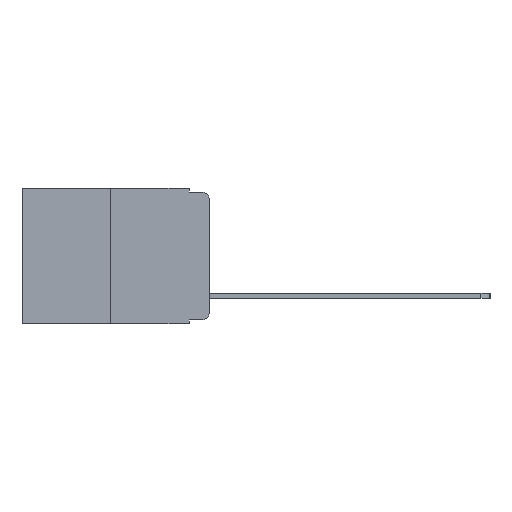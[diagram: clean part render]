
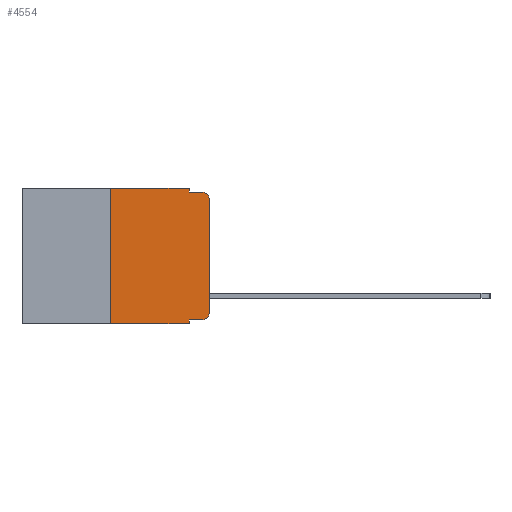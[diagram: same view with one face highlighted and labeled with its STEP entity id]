
A CAD part, left-side view. The second image highlights one B-rep face of the part: STEP entity #4554.
In plain terms, the highlighted planar face has unit normal (-1, 0, 0).
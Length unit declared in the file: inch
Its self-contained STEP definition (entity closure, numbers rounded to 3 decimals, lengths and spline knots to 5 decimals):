
#7 = PLANE ( 'NONE',  #2930 ) ;
#135 = DIRECTION ( 'NONE',  ( 0., 0., -1. ) ) ;
#223 = CARTESIAN_POINT ( 'NONE',  ( 0., 0.051, 0. ) ) ;
#257 = DIRECTION ( 'NONE',  ( 0., 0., 1. ) ) ;
#309 = ORIENTED_EDGE ( 'NONE', *, *, #1391, .F. ) ;
#508 = ORIENTED_EDGE ( 'NONE', *, *, #10237, .T. ) ;
#651 = EDGE_CURVE ( 'NONE', #4885, #7141, #6321, .T. ) ;
#681 = CARTESIAN_POINT ( 'NONE',  ( 0., 0., -0.313 ) ) ;
#1391 = EDGE_CURVE ( 'NONE', #11365, #5703, #1762, .T. ) ;
#1394 = CARTESIAN_POINT ( 'NONE',  ( 0., 0.02, -0.313 ) ) ;
#1641 = VECTOR ( 'NONE', #3874, 39.37008 ) ;
#1762 = LINE ( 'NONE', #2775, #1641 ) ;
#1850 = CARTESIAN_POINT ( 'NONE',  ( 0., 0.02, -0.01 ) ) ;
#2201 = CARTESIAN_POINT ( 'NONE',  ( 0., 0.051, 0. ) ) ;
#2293 = DIRECTION ( 'NONE',  ( 0., -1., 0. ) ) ;
#2413 = VERTEX_POINT ( 'NONE', #6511 ) ;
#2643 = LINE ( 'NONE', #6847, #12714 ) ;
#2759 = ORIENTED_EDGE ( 'NONE', *, *, #11047, .F. ) ;
#2775 = CARTESIAN_POINT ( 'NONE',  ( 0., 0.25, 0. ) ) ;
#2930 = AXIS2_PLACEMENT_3D ( 'NONE', #7250, #10637, #135 ) ;
#3168 = FACE_OUTER_BOUND ( 'NONE', #9363, .T. ) ;
#3170 = DIRECTION ( 'NONE',  ( 0., 0., -1. ) ) ;
#3384 = ORIENTED_EDGE ( 'NONE', *, *, #5816, .F. ) ;
#3395 = LINE ( 'NONE', #6436, #12960 ) ;
#3478 = AXIS2_PLACEMENT_3D ( 'NONE', #1394, #11007, #7808 ) ;
#3874 = DIRECTION ( 'NONE',  ( 0., 0., 1. ) ) ;
#4466 = ORIENTED_EDGE ( 'NONE', *, *, #6909, .T. ) ;
#4554 = ADVANCED_FACE ( 'NONE', ( #3168 ), #7, .F. ) ;
#4615 = VERTEX_POINT ( 'NONE', #9375 ) ;
#4869 = CARTESIAN_POINT ( 'NONE',  ( 0., 0.25, -0.343 ) ) ;
#4885 = VERTEX_POINT ( 'NONE', #681 ) ;
#4942 = LINE ( 'NONE', #11458, #5912 ) ;
#5256 = LINE ( 'NONE', #9668, #13184 ) ;
#5457 = VECTOR ( 'NONE', #3170, 39.37008 ) ;
#5703 = VERTEX_POINT ( 'NONE', #11340 ) ;
#5816 = EDGE_CURVE ( 'NONE', #2413, #10116, #9655, .T. ) ;
#5912 = VECTOR ( 'NONE', #7230, 39.37008 ) ;
#6000 = DIRECTION ( 'NONE',  ( 0., -1., 0. ) ) ;
#6208 = VECTOR ( 'NONE', #257, 39.37008 ) ;
#6321 = LINE ( 'NONE', #11651, #6208 ) ;
#6436 = CARTESIAN_POINT ( 'NONE',  ( 0., 0.473, -0.343 ) ) ;
#6511 = CARTESIAN_POINT ( 'NONE',  ( 0., 0.051, -0.333 ) ) ;
#6847 = CARTESIAN_POINT ( 'NONE',  ( 0., 0.473, 0. ) ) ;
#6859 = ORIENTED_EDGE ( 'NONE', *, *, #651, .T. ) ;
#6909 = EDGE_CURVE ( 'NONE', #7141, #9769, #9377, .T. ) ;
#7066 = DIRECTION ( 'NONE',  ( 0., 0., -1. ) ) ;
#7141 = VERTEX_POINT ( 'NONE', #9877 ) ;
#7230 = DIRECTION ( 'NONE',  ( 0., 0., -1. ) ) ;
#7250 = CARTESIAN_POINT ( 'NONE',  ( 0., 0.473, 0. ) ) ;
#7310 = ORIENTED_EDGE ( 'NONE', *, *, #10956, .F. ) ;
#7574 = ORIENTED_EDGE ( 'NONE', *, *, #10253, .T. ) ;
#7808 = DIRECTION ( 'NONE',  ( 0., 0., -1. ) ) ;
#7957 = AXIS2_PLACEMENT_3D ( 'NONE', #12267, #11228, #7066 ) ;
#8107 = VECTOR ( 'NONE', #6000, 39.37008 ) ;
#8438 = DIRECTION ( 'NONE',  ( 0., -1., 0. ) ) ;
#8548 = CIRCLE ( 'NONE', #3478, 0.02 ) ;
#9089 = LINE ( 'NONE', #9154, #8107 ) ;
#9126 = ORIENTED_EDGE ( 'NONE', *, *, #10375, .T. ) ;
#9154 = CARTESIAN_POINT ( 'NONE',  ( 0., 0.051, -0.01 ) ) ;
#9248 = EDGE_CURVE ( 'NONE', #5703, #12467, #2643, .T. ) ;
#9363 = EDGE_LOOP ( 'NONE', ( #6859, #4466, #2759, #7310, #12848, #309, #508, #3384, #7574, #9126 ) ) ;
#9375 = CARTESIAN_POINT ( 'NONE',  ( 0., 0.02, -0.333 ) ) ;
#9377 = CIRCLE ( 'NONE', #7957, 0.02 ) ;
#9655 = LINE ( 'NONE', #223, #5457 ) ;
#9668 = CARTESIAN_POINT ( 'NONE',  ( 0., 0.051, -0.333 ) ) ;
#9769 = VERTEX_POINT ( 'NONE', #1850 ) ;
#9877 = CARTESIAN_POINT ( 'NONE',  ( 0., 0., -0.03 ) ) ;
#10082 = VERTEX_POINT ( 'NONE', #13225 ) ;
#10116 = VERTEX_POINT ( 'NONE', #10380 ) ;
#10237 = EDGE_CURVE ( 'NONE', #11365, #10116, #3395, .T. ) ;
#10253 = EDGE_CURVE ( 'NONE', #2413, #4615, #5256, .T. ) ;
#10375 = EDGE_CURVE ( 'NONE', #4615, #4885, #8548, .T. ) ;
#10380 = CARTESIAN_POINT ( 'NONE',  ( 0., 0.051, -0.343 ) ) ;
#10637 = DIRECTION ( 'NONE',  ( 1., 0., 0. ) ) ;
#10956 = EDGE_CURVE ( 'NONE', #12467, #10082, #4942, .T. ) ;
#11007 = DIRECTION ( 'NONE',  ( -1., 0., 0. ) ) ;
#11047 = EDGE_CURVE ( 'NONE', #10082, #9769, #9089, .T. ) ;
#11073 = DIRECTION ( 'NONE',  ( 0., -1., 0. ) ) ;
#11228 = DIRECTION ( 'NONE',  ( -1., 0., 0. ) ) ;
#11340 = CARTESIAN_POINT ( 'NONE',  ( 0., 0.25, 0. ) ) ;
#11365 = VERTEX_POINT ( 'NONE', #4869 ) ;
#11458 = CARTESIAN_POINT ( 'NONE',  ( 0., 0.051, 0. ) ) ;
#11651 = CARTESIAN_POINT ( 'NONE',  ( 0., 0., 0. ) ) ;
#12267 = CARTESIAN_POINT ( 'NONE',  ( 0., 0.02, -0.03 ) ) ;
#12467 = VERTEX_POINT ( 'NONE', #2201 ) ;
#12714 = VECTOR ( 'NONE', #11073, 39.37008 ) ;
#12848 = ORIENTED_EDGE ( 'NONE', *, *, #9248, .F. ) ;
#12960 = VECTOR ( 'NONE', #2293, 39.37008 ) ;
#13184 = VECTOR ( 'NONE', #8438, 39.37008 ) ;
#13225 = CARTESIAN_POINT ( 'NONE',  ( 0., 0.051, -0.01 ) ) ;
